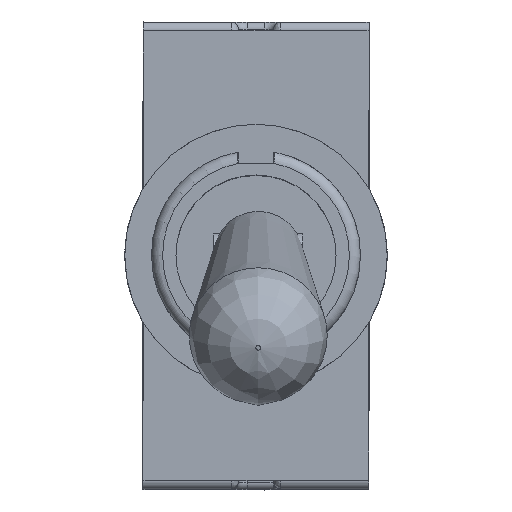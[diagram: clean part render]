
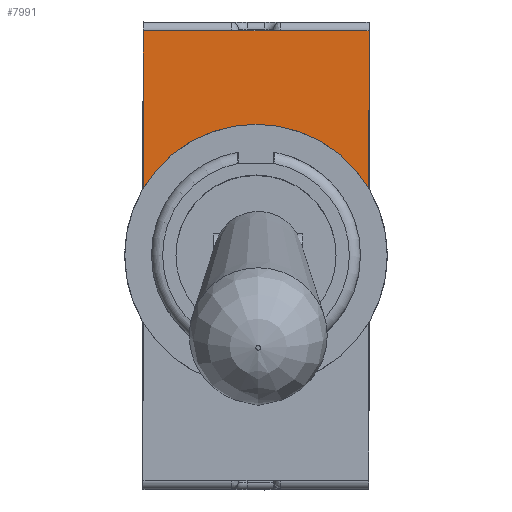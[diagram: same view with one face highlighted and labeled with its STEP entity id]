
A CAD part, top view. The second image highlights one B-rep face of the part: STEP entity #7991.
In plain terms, the highlighted face is planar.
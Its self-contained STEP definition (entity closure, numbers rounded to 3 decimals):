
#738=PLANE('',#8621);
#1161=FACE_OUTER_BOUND('',#1615,.T.);
#1615=EDGE_LOOP('',(#7383,#7384,#7385,#7386,#7387,#7388,#7389));
#1790=LINE('',#11136,#2547);
#1791=LINE('',#11139,#2548);
#1794=LINE('',#11148,#2551);
#2379=LINE('',#13926,#3136);
#2381=LINE('',#13930,#3138);
#2547=VECTOR('',#9106,10.);
#2548=VECTOR('',#9109,10.);
#2551=VECTOR('',#9118,10.);
#3136=VECTOR('',#10461,10.);
#3138=VECTOR('',#10465,10.);
#3310=CIRCLE('',#8622,2.95);
#3311=CIRCLE('',#8623,2.95);
#3463=VERTEX_POINT('',#11065);
#3477=VERTEX_POINT('',#11112);
#3483=VERTEX_POINT('',#11138);
#3486=VERTEX_POINT('',#11146);
#4039=VERTEX_POINT('',#13925);
#4040=VERTEX_POINT('',#13929);
#4041=VERTEX_POINT('',#13931);
#4288=EDGE_CURVE('',#3463,#3477,#1790,.T.);
#4289=EDGE_CURVE('',#3477,#3483,#1791,.T.);
#4294=EDGE_CURVE('',#3486,#3463,#1794,.T.);
#5164=EDGE_CURVE('',#3483,#4039,#2379,.T.);
#5166=EDGE_CURVE('',#4040,#3486,#2381,.T.);
#5167=EDGE_CURVE('',#4041,#4040,#3310,.T.);
#5168=EDGE_CURVE('',#4039,#4041,#3311,.T.);
#7383=ORIENTED_EDGE('',*,*,#4294,.F.);
#7384=ORIENTED_EDGE('',*,*,#5166,.F.);
#7385=ORIENTED_EDGE('',*,*,#5167,.F.);
#7386=ORIENTED_EDGE('',*,*,#5168,.F.);
#7387=ORIENTED_EDGE('',*,*,#5164,.F.);
#7388=ORIENTED_EDGE('',*,*,#4289,.F.);
#7389=ORIENTED_EDGE('',*,*,#4288,.F.);
#7991=ADVANCED_FACE('',(#1161),#738,.F.);
#8621=AXIS2_PLACEMENT_3D('',#13928,#10463,#10464);
#8622=AXIS2_PLACEMENT_3D('',#13932,#10466,#10467);
#8623=AXIS2_PLACEMENT_3D('',#13933,#10468,#10469);
#9106=DIRECTION('',(0.,0.,1.));
#9109=DIRECTION('',(0.,0.,1.));
#9118=DIRECTION('',(0.,0.,1.));
#10461=DIRECTION('',(-1.,0.,0.));
#10463=DIRECTION('center_axis',(0.,-1.,0.));
#10464=DIRECTION('ref_axis',(0.,0.,-1.));
#10465=DIRECTION('',(1.,0.,0.));
#10466=DIRECTION('center_axis',(0.,1.,0.));
#10467=DIRECTION('ref_axis',(-1.,0.,0.));
#10468=DIRECTION('center_axis',(0.,1.,0.));
#10469=DIRECTION('ref_axis',(-1.,0.,0.));
#11065=CARTESIAN_POINT('',(5.05,0.,-0.55));
#11112=CARTESIAN_POINT('',(5.05,0.,0.55));
#11136=CARTESIAN_POINT('',(5.05,0.,-1.27));
#11138=CARTESIAN_POINT('',(5.05,0.,2.54));
#11139=CARTESIAN_POINT('',(5.05,0.,-1.27));
#11146=CARTESIAN_POINT('',(5.05,0.,-2.54));
#11148=CARTESIAN_POINT('',(5.05,0.,-1.27));
#13925=CARTESIAN_POINT('',(1.5,0.,2.54));
#13926=CARTESIAN_POINT('',(5.25,0.,2.54));
#13928=CARTESIAN_POINT('Origin',(0.,0.,0.));
#13929=CARTESIAN_POINT('',(1.5,0.,-2.54));
#13930=CARTESIAN_POINT('',(-5.25,0.,-2.54));
#13931=CARTESIAN_POINT('',(2.95,0.,0.));
#13932=CARTESIAN_POINT('Origin',(0.,0.,0.));
#13933=CARTESIAN_POINT('Origin',(0.,0.,0.));
